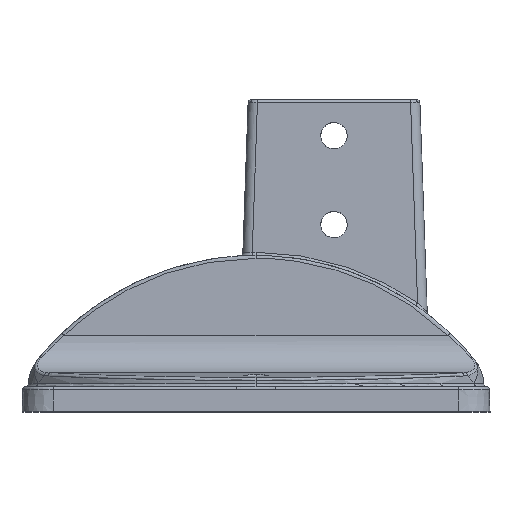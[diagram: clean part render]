
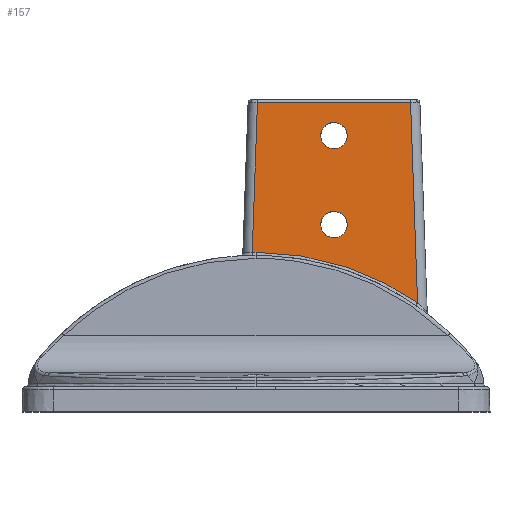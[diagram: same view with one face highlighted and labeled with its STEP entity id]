
A CAD part, top view. The second image highlights one B-rep face of the part: STEP entity #157.
In plain terms, the highlighted planar face has unit normal (0, 0.035, 0.999).
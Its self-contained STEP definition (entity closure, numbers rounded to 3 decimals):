
#157=ADVANCED_FACE('',(#531,#532,#533),#534,.T.);
#531=FACE_OUTER_BOUND('',#1444,.T.);
#532=FACE_BOUND('',#1445,.T.);
#533=FACE_BOUND('',#1446,.T.);
#534=PLANE('',#1447);
#1444=EDGE_LOOP('',(#4616,#4617,#4618,#4619,#4620));
#1445=EDGE_LOOP('',(#4621,#4622));
#1446=EDGE_LOOP('',(#4623,#4624));
#1447=AXIS2_PLACEMENT_3D('',#4625,#4626,#4627);
#4616=ORIENTED_EDGE('',*,*,#6209,.T.);
#4617=ORIENTED_EDGE('',*,*,#6210,.T.);
#4618=ORIENTED_EDGE('',*,*,#6211,.T.);
#4619=ORIENTED_EDGE('',*,*,#5967,.T.);
#4620=ORIENTED_EDGE('',*,*,#6212,.T.);
#4621=ORIENTED_EDGE('',*,*,#5925,.T.);
#4622=ORIENTED_EDGE('',*,*,#6213,.T.);
#4623=ORIENTED_EDGE('',*,*,#5933,.T.);
#4624=ORIENTED_EDGE('',*,*,#6214,.T.);
#4625=CARTESIAN_POINT('',(-27.5,100.0,27.5));
#4626=DIRECTION('',(0.,0.035,0.999));
#4627=DIRECTION('',(1.0,0.,0.0));
#5925=EDGE_CURVE('',#6637,#6635,#6638,.T.);
#5933=EDGE_CURVE('',#6653,#6651,#6654,.T.);
#5967=EDGE_CURVE('',#6715,#6713,#6716,.T.);
#6209=EDGE_CURVE('',#7132,#7133,#7134,.T.);
#6210=EDGE_CURVE('',#7133,#6762,#7135,.T.);
#6211=EDGE_CURVE('',#6762,#6715,#7136,.T.);
#6212=EDGE_CURVE('',#6713,#7132,#7137,.T.);
#6213=EDGE_CURVE('',#6635,#6637,#7138,.T.);
#6214=EDGE_CURVE('',#6651,#6653,#7139,.T.);
#6635=VERTEX_POINT('',#7954);
#6637=VERTEX_POINT('',#7957);
#6638=(B_SPLINE_CURVE(3,(#7959,#7960,#7961,#7962),.UNSPECIFIED.,.F.,.F.)B_SPLINE_CURVE_WITH_KNOTS((4,4),(4.712,7.854),.UNSPECIFIED.)RATIONAL_B_SPLINE_CURVE((1.0,0.333,0.333,1.0))BOUNDED_CURVE()REPRESENTATION_ITEM('')GEOMETRIC_REPRESENTATION_ITEM()CURVE());
#6651=VERTEX_POINT('',#8014);
#6653=VERTEX_POINT('',#8017);
#6654=(B_SPLINE_CURVE(3,(#8019,#8020,#8021,#8022),.UNSPECIFIED.,.F.,.F.)B_SPLINE_CURVE_WITH_KNOTS((4,4),(4.712,7.854),.UNSPECIFIED.)RATIONAL_B_SPLINE_CURVE((1.0,0.333,0.333,1.0))BOUNDED_CURVE()REPRESENTATION_ITEM('')GEOMETRIC_REPRESENTATION_ITEM()CURVE());
#6713=VERTEX_POINT('',#8163);
#6715=VERTEX_POINT('',#8165);
#6716=(B_SPLINE_CURVE(3,(#8167,#8168,#8169,#8170),.UNSPECIFIED.,.F.,.F.)B_SPLINE_CURVE_WITH_KNOTS((4,4),(6.27,6.283),.UNSPECIFIED.)RATIONAL_B_SPLINE_CURVE((1.0,1.,1.,1.0))BOUNDED_CURVE()REPRESENTATION_ITEM('')GEOMETRIC_REPRESENTATION_ITEM()CURVE());
#6762=VERTEX_POINT('',#8341);
#7132=VERTEX_POINT('',#9494);
#7133=VERTEX_POINT('',#9495);
#7134=LINE('',#9496,#9497);
#7135=LINE('',#9498,#9499);
#7136=LINE('',#9500,#9501);
#7137=(B_SPLINE_CURVE(3,(#9503,#9504,#9505,#9506),.UNSPECIFIED.,.F.,.F.)B_SPLINE_CURVE_WITH_KNOTS((4,4),(0.,0.605),.UNSPECIFIED.)RATIONAL_B_SPLINE_CURVE((1.0,0.97,0.97,1.0))BOUNDED_CURVE()REPRESENTATION_ITEM('')GEOMETRIC_REPRESENTATION_ITEM()CURVE());
#7138=(B_SPLINE_CURVE(3,(#9514,#9515,#9516,#9517),.UNSPECIFIED.,.F.,.F.)B_SPLINE_CURVE_WITH_KNOTS((4,4),(1.571,4.712),.UNSPECIFIED.)RATIONAL_B_SPLINE_CURVE((1.0,0.333,0.333,1.0))BOUNDED_CURVE()REPRESENTATION_ITEM('')GEOMETRIC_REPRESENTATION_ITEM()CURVE());
#7139=(B_SPLINE_CURVE(3,(#9525,#9526,#9527,#9528),.UNSPECIFIED.,.F.,.F.)B_SPLINE_CURVE_WITH_KNOTS((4,4),(1.571,4.712),.UNSPECIFIED.)RATIONAL_B_SPLINE_CURVE((1.0,0.333,0.333,1.0))BOUNDED_CURVE()REPRESENTATION_ITEM('')GEOMETRIC_REPRESENTATION_ITEM()CURVE());
#7954=CARTESIAN_POINT('',(-4.25,60.001,28.897));
#7957=CARTESIAN_POINT('',(4.25,60.001,28.897));
#7959=CARTESIAN_POINT('',(4.25,60.001,28.897));
#7960=CARTESIAN_POINT('',(4.25,51.501,29.194));
#7961=CARTESIAN_POINT('',(-4.25,51.501,29.194));
#7962=CARTESIAN_POINT('',(-4.25,60.001,28.897));
#8014=CARTESIAN_POINT('',(-4.25,88.501,27.902));
#8017=CARTESIAN_POINT('',(4.25,88.501,27.902));
#8019=CARTESIAN_POINT('',(4.25,88.501,27.902));
#8020=CARTESIAN_POINT('',(4.25,80.001,28.198));
#8021=CARTESIAN_POINT('',(-4.25,80.001,28.198));
#8022=CARTESIAN_POINT('',(-4.25,88.501,27.902));
#8163=CARTESIAN_POINT('',(-25.,51.084,29.208));
#8165=CARTESIAN_POINT('',(-26.21,51.075,29.208));
#8167=CARTESIAN_POINT('',(-26.21,51.075,29.208));
#8168=CARTESIAN_POINT('',(-25.807,51.081,29.208));
#8169=CARTESIAN_POINT('',(-25.403,51.084,29.208));
#8170=CARTESIAN_POINT('',(-25.,51.084,29.208));
#8341=CARTESIAN_POINT('',(-24.536,99.035,27.534));
#9494=CARTESIAN_POINT('',(26.774,34.919,29.773));
#9495=CARTESIAN_POINT('',(24.536,99.035,27.534));
#9496=CARTESIAN_POINT('',(24.439,101.812,27.437));
#9497=VECTOR('',#11245,1000.0);
#9498=CARTESIAN_POINT('',(-27.5,99.035,27.534));
#9499=VECTOR('',#11246,1000.0);
#9500=CARTESIAN_POINT('',(-24.505,99.896,27.504));
#9501=VECTOR('',#11247,1000.0);
#9503=CARTESIAN_POINT('',(-25.,51.084,29.208));
#9504=CARTESIAN_POINT('',(-6.356,51.084,29.208));
#9505=CARTESIAN_POINT('',(11.442,45.527,29.402));
#9506=CARTESIAN_POINT('',(26.774,34.919,29.773));
#9514=CARTESIAN_POINT('',(-4.25,60.001,28.897));
#9515=CARTESIAN_POINT('',(-4.25,68.501,28.6));
#9516=CARTESIAN_POINT('',(4.25,68.501,28.6));
#9517=CARTESIAN_POINT('',(4.25,60.001,28.897));
#9525=CARTESIAN_POINT('',(-4.25,88.501,27.902));
#9526=CARTESIAN_POINT('',(-4.25,97.001,27.605));
#9527=CARTESIAN_POINT('',(4.25,97.001,27.605));
#9528=CARTESIAN_POINT('',(4.25,88.501,27.902));
#11245=DIRECTION('',(-0.035,0.999,-0.035));
#11246=DIRECTION('',(-1.0,0.,0.));
#11247=DIRECTION('',(-0.035,-0.999,0.035));
